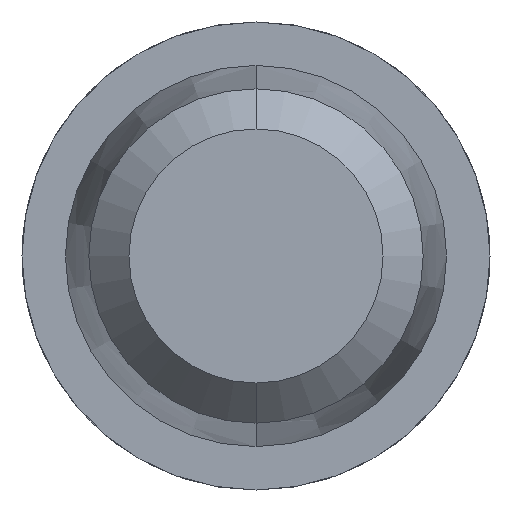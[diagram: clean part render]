
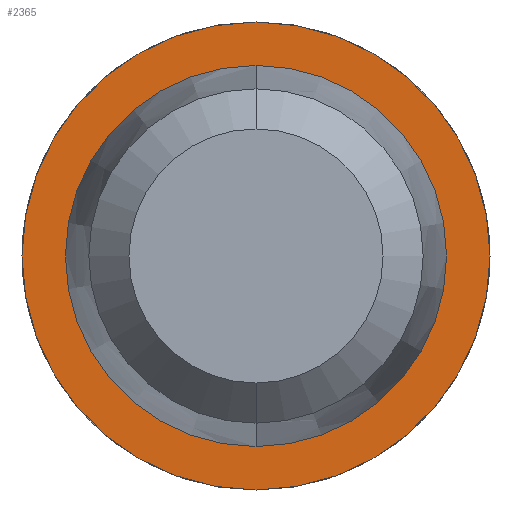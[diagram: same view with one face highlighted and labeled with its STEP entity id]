
A CAD part, front view. The second image highlights one B-rep face of the part: STEP entity #2365.
In plain terms, the highlighted planar face has unit normal (0, -1, 0).
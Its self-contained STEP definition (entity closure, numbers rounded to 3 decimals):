
#17 = VERTEX_POINT ( 'NONE', #1870 ) ;
#286 = CARTESIAN_POINT ( 'NONE',  ( 0., 26., -0.57 ) ) ;
#322 = DIRECTION ( 'NONE',  ( 0., 0., -1. ) ) ;
#403 = PLANE ( 'NONE',  #3865 ) ;
#503 = VERTEX_POINT ( 'NONE', #2690 ) ;
#512 = AXIS2_PLACEMENT_3D ( 'NONE', #3822, #1584, #620 ) ;
#620 = DIRECTION ( 'NONE',  ( 0., 0., -1. ) ) ;
#637 = DIRECTION ( 'NONE',  ( 0., 0., -1. ) ) ;
#689 = EDGE_CURVE ( 'Defeature ausgef�hrt2_6+Defeature ausgef�hrt2_7+Defeature ausgef�hrt2_7+Defeature ausgef�hrt2_7', #2169, #503, #2544, .T. ) ;
#902 = ORIENTED_EDGE ( 'NONE', *, *, #1313, .T. ) ;
#1205 = CARTESIAN_POINT ( 'NONE',  ( 0., 26., 0. ) ) ;
#1306 = FACE_OUTER_BOUND ( 'NONE', #2893, .T. ) ;
#1313 = EDGE_CURVE ( 'Defeature ausgef�hrt2_7+Defeature ausgef�hrt2_8+Defeature ausgef�hrt2_8+Defeature ausgef�hrt2_8', #17, #3632, #1741, .T. ) ;
#1377 = CARTESIAN_POINT ( 'NONE',  ( 0., 26., 0. ) ) ;
#1584 = DIRECTION ( 'NONE',  ( 0., -1., 0. ) ) ;
#1596 = EDGE_CURVE ( 'Defeature ausgef�hrt2_6+Defeature ausgef�hrt2_7+Defeature ausgef�hrt2_7+Defeature ausgef�hrt2_7', #503, #2169, #3990, .T. ) ;
#1625 = CARTESIAN_POINT ( 'NONE',  ( 0.57, 26., 0. ) ) ;
#1708 = DIRECTION ( 'NONE',  ( 0., -1., 0. ) ) ;
#1741 = CIRCLE ( 'NONE', #4147, 0.7 ) ;
#1870 = CARTESIAN_POINT ( 'NONE',  ( 0., 26., -0.7 ) ) ;
#2150 = DIRECTION ( 'NONE',  ( 0., -1., 0. ) ) ;
#2169 = VERTEX_POINT ( 'NONE', #286 ) ;
#2365 = ADVANCED_FACE ( 'Defeature ausgef�hrt2_7', ( #1306, #3649 ), #403, .T. ) ;
#2388 = ORIENTED_EDGE ( 'NONE', *, *, #3035, .T. ) ;
#2544 = CIRCLE ( 'NONE', #4199, 0.57 ) ;
#2661 = EDGE_LOOP ( 'NONE', ( #3187, #2726 ) ) ;
#2690 = CARTESIAN_POINT ( 'NONE',  ( 0., 26., 0.57 ) ) ;
#2726 = ORIENTED_EDGE ( 'NONE', *, *, #689, .F. ) ;
#2756 = CIRCLE ( 'NONE', #3453, 0.7 ) ;
#2893 = EDGE_LOOP ( 'NONE', ( #902, #2388 ) ) ;
#3035 = EDGE_CURVE ( 'Defeature ausgef�hrt2_7+Defeature ausgef�hrt2_8+Defeature ausgef�hrt2_8+Defeature ausgef�hrt2_8', #3632, #17, #2756, .T. ) ;
#3136 = CARTESIAN_POINT ( 'NONE',  ( 0., 26., 0.7 ) ) ;
#3187 = ORIENTED_EDGE ( 'NONE', *, *, #1596, .F. ) ;
#3248 = CARTESIAN_POINT ( 'NONE',  ( 0., 26., 0. ) ) ;
#3253 = DIRECTION ( 'NONE',  ( 0., -1., 0. ) ) ;
#3419 = DIRECTION ( 'NONE',  ( 0., 0., -1. ) ) ;
#3453 = AXIS2_PLACEMENT_3D ( 'NONE', #3248, #3896, #4210 ) ;
#3632 = VERTEX_POINT ( 'NONE', #3136 ) ;
#3649 = FACE_BOUND ( 'NONE', #2661, .T. ) ;
#3822 = CARTESIAN_POINT ( 'NONE',  ( 0., 26., 0. ) ) ;
#3865 = AXIS2_PLACEMENT_3D ( 'NONE', #1625, #1708, #322 ) ;
#3896 = DIRECTION ( 'NONE',  ( 0., -1., 0. ) ) ;
#3990 = CIRCLE ( 'NONE', #512, 0.57 ) ;
#4147 = AXIS2_PLACEMENT_3D ( 'NONE', #1205, #2150, #3419 ) ;
#4199 = AXIS2_PLACEMENT_3D ( 'NONE', #1377, #3253, #637 ) ;
#4210 = DIRECTION ( 'NONE',  ( 0., 0., -1. ) ) ;
